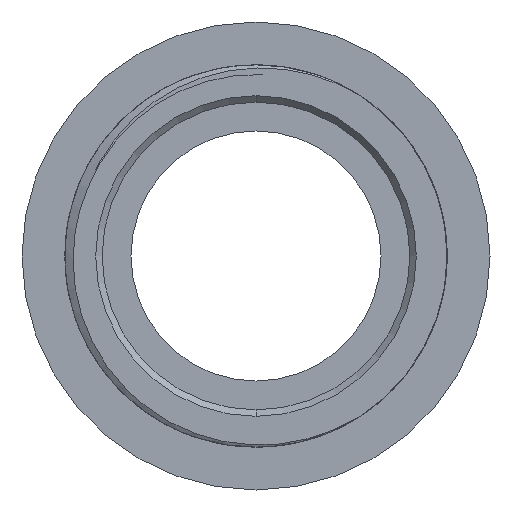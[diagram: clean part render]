
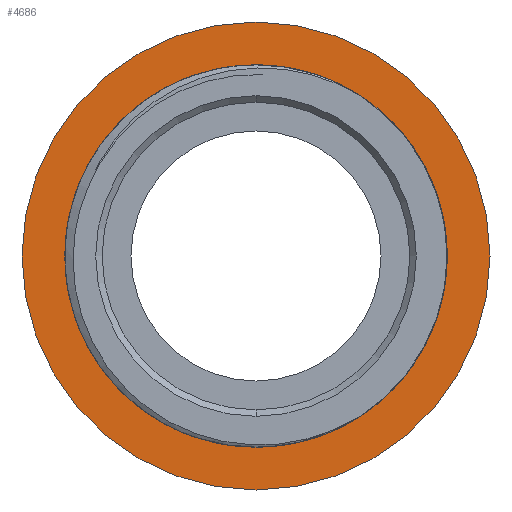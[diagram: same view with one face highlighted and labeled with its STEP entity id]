
A CAD part, front view. The second image highlights one B-rep face of the part: STEP entity #4686.
In plain terms, the highlighted planar face has unit normal (0, -1, 0).
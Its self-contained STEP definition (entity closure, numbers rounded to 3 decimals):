
#328 = CARTESIAN_POINT ( 'NONE',  ( 0., -5.5, -29.825 ) ) ;
#443 = DIRECTION ( 'NONE',  ( 0., -1., 0. ) ) ;
#477 = CARTESIAN_POINT ( 'NONE',  ( 0., -5.5, 0. ) ) ;
#599 = AXIS2_PLACEMENT_3D ( 'NONE', #1925, #2348, #5215 ) ;
#797 = AXIS2_PLACEMENT_3D ( 'NONE', #2902, #443, #3303 ) ;
#886 = DIRECTION ( 'NONE',  ( 0., 0., -1. ) ) ;
#1099 = AXIS2_PLACEMENT_3D ( 'NONE', #1536, #4419, #1953 ) ;
#1110 = ORIENTED_EDGE ( 'NONE', *, *, #2192, .T. ) ;
#1220 = EDGE_CURVE ( 'NONE', #2637, #3057, #2099, .T. ) ;
#1509 = PLANE ( 'NONE',  #599 ) ;
#1536 = CARTESIAN_POINT ( 'NONE',  ( 0., -5.5, 0. ) ) ;
#1568 = ORIENTED_EDGE ( 'NONE', *, *, #1744, .F. ) ;
#1744 = EDGE_CURVE ( 'NONE', #3019, #3744, #4075, .T. ) ;
#1763 = CARTESIAN_POINT ( 'NONE',  ( 0., -5.5, 36.5 ) ) ;
#1925 = CARTESIAN_POINT ( 'NONE',  ( 0., -5.5, 0. ) ) ;
#1953 = DIRECTION ( 'NONE',  ( 0., 0., -1. ) ) ;
#2007 = EDGE_CURVE ( 'NONE', #3744, #3019, #2349, .T. ) ;
#2099 = CIRCLE ( 'NONE', #797, 36.5 ) ;
#2192 = EDGE_CURVE ( 'NONE', #3057, #2637, #4277, .T. ) ;
#2348 = DIRECTION ( 'NONE',  ( 0., -1., 0. ) ) ;
#2349 = CIRCLE ( 'NONE', #1099, 29.825 ) ;
#2358 = CARTESIAN_POINT ( 'NONE',  ( 0., -5.5, 0. ) ) ;
#2495 = EDGE_LOOP ( 'NONE', ( #2967, #1568 ) ) ;
#2637 = VERTEX_POINT ( 'NONE', #1763 ) ;
#2777 = DIRECTION ( 'NONE',  ( 0., 0., -1. ) ) ;
#2902 = CARTESIAN_POINT ( 'NONE',  ( 0., -5.5, 0. ) ) ;
#2967 = ORIENTED_EDGE ( 'NONE', *, *, #2007, .F. ) ;
#3019 = VERTEX_POINT ( 'NONE', #328 ) ;
#3057 = VERTEX_POINT ( 'NONE', #4441 ) ;
#3303 = DIRECTION ( 'NONE',  ( 0., 0., -1. ) ) ;
#3312 = FACE_BOUND ( 'NONE', #2495, .T. ) ;
#3340 = DIRECTION ( 'NONE',  ( 0., -1., 0. ) ) ;
#3744 = VERTEX_POINT ( 'NONE', #5159 ) ;
#4075 = CIRCLE ( 'NONE', #4260, 29.825 ) ;
#4260 = AXIS2_PLACEMENT_3D ( 'NONE', #2358, #5222, #2777 ) ;
#4277 = CIRCLE ( 'NONE', #4670, 36.5 ) ;
#4395 = FACE_OUTER_BOUND ( 'NONE', #4783, .T. ) ;
#4402 = ORIENTED_EDGE ( 'NONE', *, *, #1220, .T. ) ;
#4419 = DIRECTION ( 'NONE',  ( 0., -1., 0. ) ) ;
#4441 = CARTESIAN_POINT ( 'NONE',  ( 0., -5.5, -36.5 ) ) ;
#4670 = AXIS2_PLACEMENT_3D ( 'NONE', #477, #3340, #886 ) ;
#4686 = ADVANCED_FACE ( 'NONE', ( #4395, #3312 ), #1509, .T. ) ;
#4783 = EDGE_LOOP ( 'NONE', ( #4402, #1110 ) ) ;
#5159 = CARTESIAN_POINT ( 'NONE',  ( 0., -5.5, 29.825 ) ) ;
#5215 = DIRECTION ( 'NONE',  ( 0., 0., -1. ) ) ;
#5222 = DIRECTION ( 'NONE',  ( 0., -1., 0. ) ) ;
